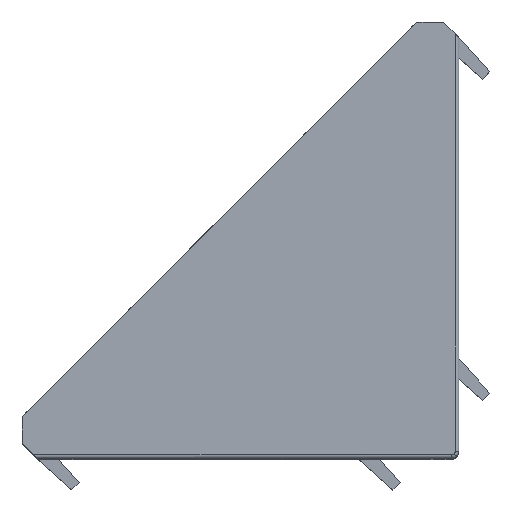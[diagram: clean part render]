
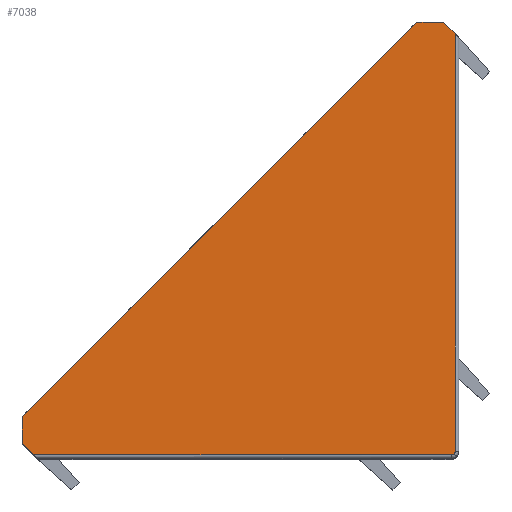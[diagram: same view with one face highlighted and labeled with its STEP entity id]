
A CAD part, top view. The second image highlights one B-rep face of the part: STEP entity #7038.
In plain terms, the highlighted planar face has unit normal (0.012, -0.012, 1).
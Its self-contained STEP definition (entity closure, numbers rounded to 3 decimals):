
#69=PLANE('',#7641);
#332=LINE('',#13908,#876);
#358=LINE('',#14068,#902);
#388=LINE('',#14170,#932);
#392=LINE('',#14176,#936);
#393=LINE('',#14178,#937);
#394=LINE('',#14182,#938);
#395=LINE('',#14183,#939);
#876=VECTOR('',#8638,1000.);
#902=VECTOR('',#8692,1000.);
#932=VECTOR('',#8768,1000.);
#936=VECTOR('',#8774,1000.);
#937=VECTOR('',#8777,1000.);
#938=VECTOR('',#8780,1000.);
#939=VECTOR('',#8781,1000.);
#1480=ELLIPSE('',#7501,0.464,0.424);
#1570=ELLIPSE('',#7642,0.464,0.424);
#1687=FACE_OUTER_BOUND('',#2164,.T.);
#2164=EDGE_LOOP('',(#5175,#5176,#5177,#5178,#5179,#5180,#5181,#5182,#5183));
#2999=VERTEX_POINT('',#11284);
#3000=VERTEX_POINT('',#11286);
#3276=VERTEX_POINT('',#13905);
#3277=VERTEX_POINT('',#13907);
#3304=VERTEX_POINT('',#14065);
#3305=VERTEX_POINT('',#14067);
#3354=VERTEX_POINT('',#14169);
#3356=VERTEX_POINT('',#14179);
#3357=VERTEX_POINT('',#14181);
#3653=EDGE_CURVE('',#3000,#2999,#1480,.T.);
#3953=EDGE_CURVE('',#3277,#3276,#332,.T.);
#3990=EDGE_CURVE('',#3305,#3304,#358,.T.);
#4041=EDGE_CURVE('',#3354,#3277,#388,.T.);
#4045=EDGE_CURVE('',#3276,#3305,#392,.T.);
#4046=EDGE_CURVE('',#3304,#3000,#393,.T.);
#4047=EDGE_CURVE('',#2999,#3356,#1570,.T.);
#4048=EDGE_CURVE('',#3356,#3357,#394,.T.);
#4049=EDGE_CURVE('',#3357,#3354,#395,.T.);
#5175=ORIENTED_EDGE('',*,*,#3990,.T.);
#5176=ORIENTED_EDGE('',*,*,#4046,.T.);
#5177=ORIENTED_EDGE('',*,*,#3653,.T.);
#5178=ORIENTED_EDGE('',*,*,#4047,.T.);
#5179=ORIENTED_EDGE('',*,*,#4048,.T.);
#5180=ORIENTED_EDGE('',*,*,#4049,.T.);
#5181=ORIENTED_EDGE('',*,*,#4041,.T.);
#5182=ORIENTED_EDGE('',*,*,#3953,.T.);
#5183=ORIENTED_EDGE('',*,*,#4045,.T.);
#7038=ADVANCED_FACE('',(#1687),#69,.T.);
#7501=AXIS2_PLACEMENT_3D('',#11287,#8292,#8293);
#7641=AXIS2_PLACEMENT_3D('',#14177,#8775,#8776);
#7642=AXIS2_PLACEMENT_3D('',#14180,#8778,#8779);
#8292=DIRECTION('center_axis',(0.012,-0.012,1.));
#8293=DIRECTION('ref_axis',(0.924,0.382,-0.007));
#8638=DIRECTION('',(-0.707,-0.707,0.));
#8692=DIRECTION('',(0.707,-0.707,-0.017));
#8768=DIRECTION('',(-1.,0.,0.012));
#8774=DIRECTION('',(0.,-1.,-0.012));
#8775=DIRECTION('center_axis',(0.012,-0.012,1.));
#8776=DIRECTION('ref_axis',(1.,0.,-0.012));
#8777=DIRECTION('',(1.,0.,-0.012));
#8778=DIRECTION('center_axis',(0.012,-0.012,1.));
#8779=DIRECTION('ref_axis',(-0.382,-0.924,-0.007));
#8780=DIRECTION('',(0.,1.,0.012));
#8781=DIRECTION('',(-0.707,0.707,0.017));
#11284=CARTESIAN_POINT('',(-0.64,0.64,28.244));
#11286=CARTESIAN_POINT('',(-0.994,0.494,28.247));
#11287=CARTESIAN_POINT('Origin',(-0.965,0.924,28.252));
#13905=CARTESIAN_POINT('',(-57.,5.5,29.));
#13907=CARTESIAN_POINT('',(-5.5,57.,29.));
#13908=CARTESIAN_POINT('',(-5.5,57.,29.));
#14065=CARTESIAN_POINT('',(-55.494,0.494,28.92));
#14067=CARTESIAN_POINT('',(-57.,2.,28.957));
#14068=CARTESIAN_POINT('',(-55.001,0.001,28.907));
#14169=CARTESIAN_POINT('',(-2.,57.,28.957));
#14170=CARTESIAN_POINT('',(-5.5,57.,29.));
#14176=CARTESIAN_POINT('',(-57.,56.992,29.636));
#14177=CARTESIAN_POINT('Origin',(-5.5,57.,29.));
#14178=CARTESIAN_POINT('',(-5.509,0.494,28.303));
#14179=CARTESIAN_POINT('',(-0.494,0.994,28.247));
#14180=CARTESIAN_POINT('Origin',(-0.924,0.965,28.252));
#14181=CARTESIAN_POINT('',(-0.494,55.494,28.92));
#14182=CARTESIAN_POINT('',(-0.494,57.001,28.938));
#14183=CARTESIAN_POINT('',(-2.001,57.001,28.957));
